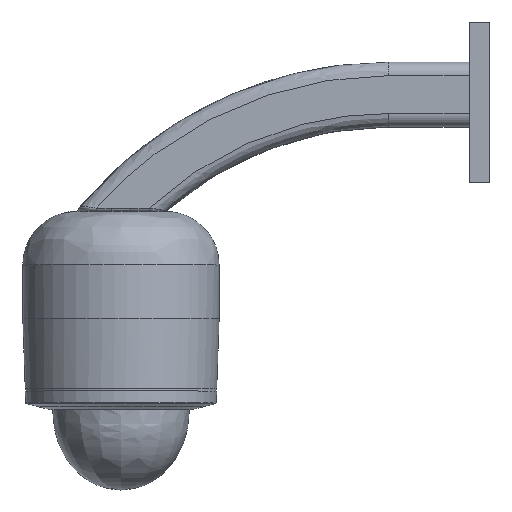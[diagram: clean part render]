
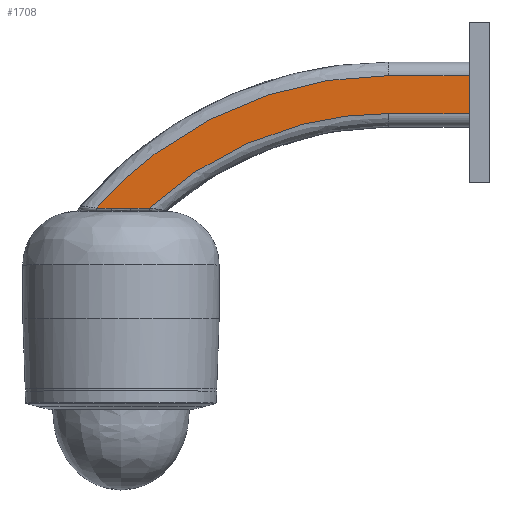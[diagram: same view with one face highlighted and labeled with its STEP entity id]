
A CAD part, top view. The second image highlights one B-rep face of the part: STEP entity #1708.
In plain terms, the highlighted free-form (B-spline) face has degree [1, 1] with [2, 2] control points.
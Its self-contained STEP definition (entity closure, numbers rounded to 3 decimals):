
#1708 = ADVANCED_FACE('',(#1709),#1777,.T.);
#1709 = FACE_BOUND('',#1710,.T.);
#1710 = EDGE_LOOP('',(#1711,#1721,#1728,#1743,#1750,#1758,#1765,#1772));
#1711 = ORIENTED_EDGE('',*,*,#1712,.T.);
#1712 = EDGE_CURVE('',#1713,#1715,#1717,.T.);
#1713 = VERTEX_POINT('',#1714);
#1714 = CARTESIAN_POINT('',(200.617,181.968,
    35.108));
#1715 = VERTEX_POINT('',#1716);
#1716 = CARTESIAN_POINT('',(-18.193,82.755,
    35.108));
#1717 = ( BOUNDED_CURVE() B_SPLINE_CURVE(2,(#1718,#1719,#1720),
.UNSPECIFIED.,.F.,.F.) B_SPLINE_CURVE_WITH_KNOTS((3,3),(1.571,
2.422),.PIECEWISE_BEZIER_KNOTS.) CURVE() 
GEOMETRIC_REPRESENTATION_ITEM() RATIONAL_B_SPLINE_CURVE((1.,
0.911,1.)) REPRESENTATION_ITEM('') );
#1718 = CARTESIAN_POINT('',(200.617,181.968,
    35.108));
#1719 = CARTESIAN_POINT('',(68.719,181.968,
    35.108));
#1720 = CARTESIAN_POINT('',(-18.193,82.755,
    35.108));
#1721 = ORIENTED_EDGE('',*,*,#1722,.T.);
#1722 = EDGE_CURVE('',#1715,#1723,#1725,.T.);
#1723 = VERTEX_POINT('',#1724);
#1724 = CARTESIAN_POINT('',(-7.32,82.755,
    35.108));
#1725 = B_SPLINE_CURVE_WITH_KNOTS('',1,(#1726,#1727),.UNSPECIFIED.,.F.,
  .F.,(2,2),(-36.699,-25.859),.PIECEWISE_BEZIER_KNOTS.);
#1726 = CARTESIAN_POINT('',(-18.193,82.755,
    35.108));
#1727 = CARTESIAN_POINT('',(-7.32,82.755,
    35.108));
#1728 = ORIENTED_EDGE('',*,*,#1729,.T.);
#1729 = EDGE_CURVE('',#1723,#1730,#1732,.T.);
#1730 = VERTEX_POINT('',#1731);
#1731 = CARTESIAN_POINT('',(7.32,82.755,
    35.108));
#1732 = B_SPLINE_CURVE_WITH_KNOTS('',3,(#1733,#1734,#1735,#1736,#1737,
    #1738,#1739,#1740,#1741,#1742),.UNSPECIFIED.,.F.,.F.,(4,2,2,2,4),(0.
    ,0.004,0.007,0.011,
    0.015),.UNSPECIFIED.);
#1733 = CARTESIAN_POINT('',(-7.32,82.755,
    35.108));
#1734 = CARTESIAN_POINT('',(-6.099,82.755,
    35.108));
#1735 = CARTESIAN_POINT('',(-4.88,82.714,
    35.108));
#1736 = CARTESIAN_POINT('',(-2.44,82.646,
    35.108));
#1737 = CARTESIAN_POINT('',(-1.221,82.62,
    35.108));
#1738 = CARTESIAN_POINT('',(1.22,82.62,
    35.108));
#1739 = CARTESIAN_POINT('',(2.44,82.646,
    35.108));
#1740 = CARTESIAN_POINT('',(4.879,82.714,
    35.108));
#1741 = CARTESIAN_POINT('',(6.099,82.755,
    35.108));
#1742 = CARTESIAN_POINT('',(7.32,82.755,
    35.108));
#1743 = ORIENTED_EDGE('',*,*,#1744,.T.);
#1744 = EDGE_CURVE('',#1730,#1745,#1747,.T.);
#1745 = VERTEX_POINT('',#1746);
#1746 = CARTESIAN_POINT('',(21.262,82.755,
    35.108));
#1747 = B_SPLINE_CURVE_WITH_KNOTS('',1,(#1748,#1749),.UNSPECIFIED.,.F.,
  .F.,(2,2),(-11.265,2.635),.PIECEWISE_BEZIER_KNOTS.);
#1748 = CARTESIAN_POINT('',(7.32,82.755,
    35.108));
#1749 = CARTESIAN_POINT('',(21.262,82.755,
    35.108));
#1750 = ORIENTED_EDGE('',*,*,#1751,.T.);
#1751 = EDGE_CURVE('',#1745,#1752,#1754,.T.);
#1752 = VERTEX_POINT('',#1753);
#1753 = CARTESIAN_POINT('',(200.617,153.581,
    35.108));
#1754 = ( BOUNDED_CURVE() B_SPLINE_CURVE(2,(#1755,#1756,#1757),
.UNSPECIFIED.,.F.,.F.) B_SPLINE_CURVE_WITH_KNOTS((3,3),(3.96,
4.712),.PIECEWISE_BEZIER_KNOTS.) CURVE() 
GEOMETRIC_REPRESENTATION_ITEM() RATIONAL_B_SPLINE_CURVE((1.,
0.93,1.)) REPRESENTATION_ITEM('') );
#1755 = CARTESIAN_POINT('',(21.262,82.755,
    35.108));
#1756 = CARTESIAN_POINT('',(96.956,153.581,
    35.108));
#1757 = CARTESIAN_POINT('',(200.617,153.581,
    35.108));
#1758 = ORIENTED_EDGE('',*,*,#1759,.T.);
#1759 = EDGE_CURVE('',#1752,#1760,#1762,.T.);
#1760 = VERTEX_POINT('',#1761);
#1761 = CARTESIAN_POINT('',(260.803,153.581,
    35.108));
#1762 = B_SPLINE_CURVE_WITH_KNOTS('',1,(#1763,#1764),.UNSPECIFIED.,.F.,
  .F.,(2,2),(-60.,0.),.PIECEWISE_BEZIER_KNOTS.);
#1763 = CARTESIAN_POINT('',(200.617,153.581,
    35.108));
#1764 = CARTESIAN_POINT('',(260.803,153.581,
    35.108));
#1765 = ORIENTED_EDGE('',*,*,#1766,.T.);
#1766 = EDGE_CURVE('',#1760,#1767,#1769,.T.);
#1767 = VERTEX_POINT('',#1768);
#1768 = CARTESIAN_POINT('',(260.803,181.968,
    35.108));
#1769 = B_SPLINE_CURVE_WITH_KNOTS('',1,(#1770,#1771),.UNSPECIFIED.,.F.,
  .F.,(2,2),(-38.3,-10.),.PIECEWISE_BEZIER_KNOTS.);
#1770 = CARTESIAN_POINT('',(260.803,153.581,
    35.108));
#1771 = CARTESIAN_POINT('',(260.803,181.968,
    35.108));
#1772 = ORIENTED_EDGE('',*,*,#1773,.T.);
#1773 = EDGE_CURVE('',#1767,#1713,#1774,.T.);
#1774 = B_SPLINE_CURVE_WITH_KNOTS('',1,(#1775,#1776),.UNSPECIFIED.,.F.,
  .F.,(2,2),(-60.,0.),.PIECEWISE_BEZIER_KNOTS.);
#1775 = CARTESIAN_POINT('',(260.803,181.968,
    35.108));
#1776 = CARTESIAN_POINT('',(200.617,181.968,
    35.108));
#1777 = B_SPLINE_SURFACE_WITH_KNOTS('',1,1,(
    (#1778,#1779)
    ,(#1780,#1781
    )),.UNSPECIFIED.,.F.,.F.,.F.,(2,2),(2,2),(-218.137,60.),(
    190.957,290.),.PIECEWISE_BEZIER_KNOTS.);
#1778 = CARTESIAN_POINT('',(-18.193,82.62,
    35.108));
#1779 = CARTESIAN_POINT('',(-18.193,181.968,
    35.108));
#1780 = CARTESIAN_POINT('',(260.803,82.62,
    35.108));
#1781 = CARTESIAN_POINT('',(260.803,181.968,
    35.108));
